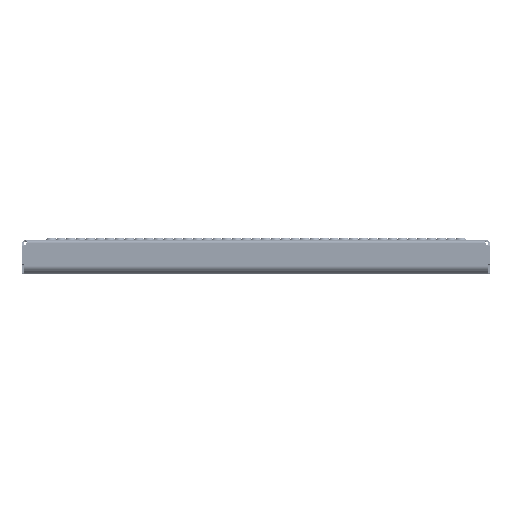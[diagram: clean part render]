
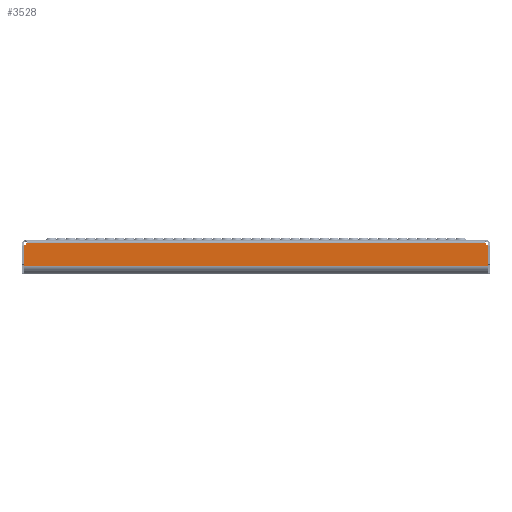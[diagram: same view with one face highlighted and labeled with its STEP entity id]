
A CAD part, top view. The second image highlights one B-rep face of the part: STEP entity #3528.
In plain terms, the highlighted planar face has unit normal (0, 0, 1).
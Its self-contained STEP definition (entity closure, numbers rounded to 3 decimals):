
#3528 = ADVANCED_FACE ( 'NONE', ( #178417 ), #173690, .T. ) ;
#16805 = ORIENTED_EDGE ( 'NONE', *, *, #16928, .T. ) ;
#16807 = ORIENTED_EDGE ( 'NONE', *, *, #16929, .T. ) ;
#16808 = ORIENTED_EDGE ( 'NONE', *, *, #16920, .F. ) ;
#16809 = ORIENTED_EDGE ( 'NONE', *, *, #16924, .T. ) ;
#16810 = ORIENTED_EDGE ( 'NONE', *, *, #16930, .T. ) ;
#16812 = ORIENTED_EDGE ( 'NONE', *, *, #16907, .T. ) ;
#16907 = EDGE_CURVE ( 'NONE', #37975, #37974, #21833, .T. ) ;
#16920 = EDGE_CURVE ( 'NONE', #37979, #37981, #21836, .T. ) ;
#16924 = EDGE_CURVE ( 'NONE', #37987, #37990, #21840, .T. ) ;
#16928 = EDGE_CURVE ( 'NONE', #37990, #37981, #43264, .T. ) ;
#16929 = EDGE_CURVE ( 'NONE', #37974, #37987, #21842, .T. ) ;
#16930 = EDGE_CURVE ( 'NONE', #37979, #37975, #43262, .T. ) ;
#21833 = LINE ( 'NONE', #46641, #43250 ) ;
#21836 = LINE ( 'NONE', #46731, #43253 ) ;
#21840 = LINE ( 'NONE', #46739, #43258 ) ;
#21842 = LINE ( 'NONE', #46752, #43267 ) ;
#34908 = EDGE_LOOP ( 'NONE', ( #16807, #16809, #16805, #16808, #16810, #16812 ) ) ;
#37974 = VERTEX_POINT ( 'NONE', #77464 ) ;
#37975 = VERTEX_POINT ( 'NONE', #77466 ) ;
#37979 = VERTEX_POINT ( 'NONE', #77470 ) ;
#37981 = VERTEX_POINT ( 'NONE', #77471 ) ;
#37987 = VERTEX_POINT ( 'NONE', #77477 ) ;
#37990 = VERTEX_POINT ( 'NONE', #77481 ) ;
#43250 = VECTOR ( 'NONE', #46642, 1000. ) ;
#43253 = VECTOR ( 'NONE', #46732, 1000. ) ;
#43258 = VECTOR ( 'NONE', #46740, 1000. ) ;
#43262 = CIRCLE ( 'NONE', #43268, 5. ) ;
#43264 = CIRCLE ( 'NONE', #43265, 5. ) ;
#43265 = AXIS2_PLACEMENT_3D ( 'NONE', #46749, #46750, #46751 ) ;
#43267 = VECTOR ( 'NONE', #46753, 1000. ) ;
#43268 = AXIS2_PLACEMENT_3D ( 'NONE', #46754, #46755, #46756 ) ;
#46641 = CARTESIAN_POINT ( 'NONE',  ( -297.99, -7.185, 137.5 ) ) ;
#46642 = DIRECTION ( 'NONE',  ( 0., -1., 0. ) ) ;
#46731 = CARTESIAN_POINT ( 'NONE',  ( -299., -4., 137.5 ) ) ;
#46732 = DIRECTION ( 'NONE',  ( 1., 0., 0. ) ) ;
#46739 = CARTESIAN_POINT ( 'NONE',  ( 297.99, -7.185, 137.5 ) ) ;
#46740 = DIRECTION ( 'NONE',  ( 0., 1., 0. ) ) ;
#46749 = CARTESIAN_POINT ( 'NONE',  ( 299., -2.288, 137.5 ) ) ;
#46750 = DIRECTION ( 'NONE',  ( 0., 0., -1. ) ) ;
#46751 = DIRECTION ( 'NONE',  ( 0., -1., 0. ) ) ;
#46752 = CARTESIAN_POINT ( 'NONE',  ( -297.99, -32.498, 137.5 ) ) ;
#46753 = DIRECTION ( 'NONE',  ( 1., 0., 0. ) ) ;
#46754 = CARTESIAN_POINT ( 'NONE',  ( -299., -2.288, 137.5 ) ) ;
#46755 = DIRECTION ( 'NONE',  ( 0., 0., -1. ) ) ;
#46756 = DIRECTION ( 'NONE',  ( 0., -1., 0. ) ) ;
#77464 = CARTESIAN_POINT ( 'NONE',  ( -297.99, -32.498, 137.5 ) ) ;
#77466 = CARTESIAN_POINT ( 'NONE',  ( -297.99, -7.185, 137.5 ) ) ;
#77470 = CARTESIAN_POINT ( 'NONE',  ( -294.302, -4., 137.5 ) ) ;
#77471 = CARTESIAN_POINT ( 'NONE',  ( 294.302, -4., 137.5 ) ) ;
#77477 = CARTESIAN_POINT ( 'NONE',  ( 297.99, -32.498, 137.5 ) ) ;
#77481 = CARTESIAN_POINT ( 'NONE',  ( 297.99, -7.185, 137.5 ) ) ;
#173690 = PLANE ( 'NONE',  #174564 ) ;
#173691 = CARTESIAN_POINT ( 'NONE',  ( -299., 270.712, 137.5 ) ) ;
#173692 = DIRECTION ( 'NONE',  ( 0., 0., 1. ) ) ;
#173693 = DIRECTION ( 'NONE',  ( 0., -1., 0. ) ) ;
#174564 = AXIS2_PLACEMENT_3D ( 'NONE', #173691, #173692, #173693 ) ;
#178417 = FACE_OUTER_BOUND ( 'NONE', #34908, .T. ) ;
